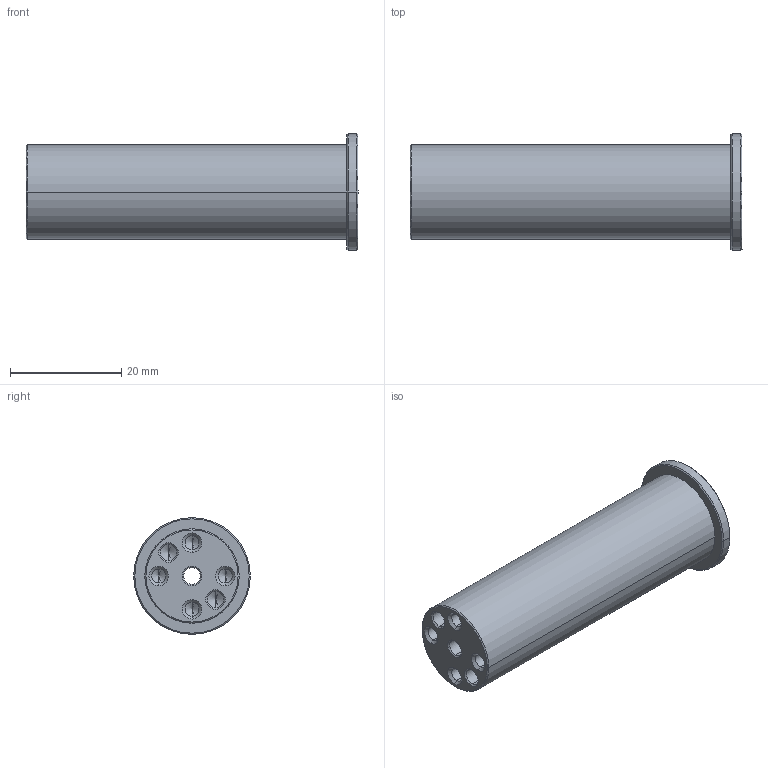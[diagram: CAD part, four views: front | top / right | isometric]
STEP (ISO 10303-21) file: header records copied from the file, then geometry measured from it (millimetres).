
FILE_DESCRIPTION (( 'STEP AP214' ), '1' );
FILE_NAME ('Fixed Shaft.STEP', '2023-07-06T04:48:25', ( '' ), ( '' ), 'SwSTEP 2.0', 'SolidWorks 2021', '' );
FILE_SCHEMA (( 'AUTOMOTIVE_DESIGN' ));
Length unit declared in the file: millimetre
Products named in the file (1): Fixed Shaft
Bounding box: 59.8 x 21 x 21 mm (x, y, z)
Volume: 12494.2 mm3; surface area: 5141.7 mm2
Topology: 1 solids, 1 shells, 59 faces, 130 edges, 68 vertices
Faces by surface type: cone 36, cylinder 20, plane 3
Entity records: 1732 total; most frequent: DIRECTION 300, CARTESIAN_POINT 246, ORIENTED_EDGE 236, AXIS2_PLACEMENT_3D 122, EDGE_CURVE 118, EDGE_LOOP 68, VERTEX_POINT 68, CIRCLE 62
